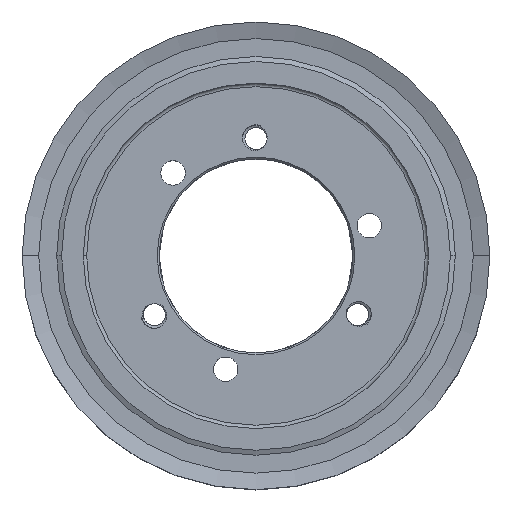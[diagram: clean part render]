
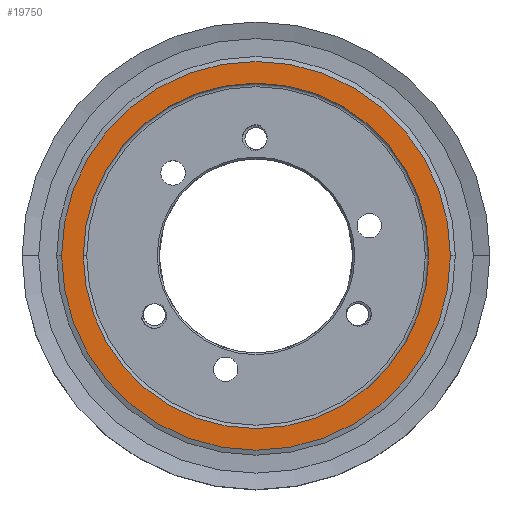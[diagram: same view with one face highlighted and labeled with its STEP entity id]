
A CAD part, top view. The second image highlights one B-rep face of the part: STEP entity #19750.
In plain terms, the highlighted planar face has unit normal (0, 0, 1).
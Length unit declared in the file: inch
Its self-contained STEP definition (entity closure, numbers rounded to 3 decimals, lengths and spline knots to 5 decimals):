
#723 = CARTESIAN_POINT ( 'NONE',  ( 0., 0., 1.172 ) ) ;
#1654 = VERTEX_POINT ( 'NONE', #18194 ) ;
#1655 = CIRCLE ( 'NONE', #17180, 2.4375 ) ;
#2145 = AXIS2_PLACEMENT_3D ( 'NONE', #5553, #19329, #3481 ) ;
#2361 = EDGE_CURVE ( 'NONE', #1654, #13814, #11090, .T. ) ;
#2581 = CIRCLE ( 'NONE', #9009, 2.7431 ) ;
#2987 = DIRECTION ( 'NONE',  ( 1., 0., 0. ) ) ;
#3149 = FACE_OUTER_BOUND ( 'NONE', #21001, .T. ) ;
#3481 = DIRECTION ( 'NONE',  ( -1., 0., 0. ) ) ;
#3526 = CARTESIAN_POINT ( 'NONE',  ( -2.7431, 0., 1.172 ) ) ;
#4943 = ORIENTED_EDGE ( 'NONE', *, *, #10712, .F. ) ;
#5553 = CARTESIAN_POINT ( 'NONE',  ( 0., -1.3505, 1.172 ) ) ;
#6303 = EDGE_LOOP ( 'NONE', ( #7201, #4943 ) ) ;
#6678 = CARTESIAN_POINT ( 'NONE',  ( 0., 0., 1.172 ) ) ;
#6721 = VERTEX_POINT ( 'NONE', #20129 ) ;
#7201 = ORIENTED_EDGE ( 'NONE', *, *, #25246, .F. ) ;
#7346 = CARTESIAN_POINT ( 'NONE',  ( 2.4375, 0., 1.172 ) ) ;
#9009 = AXIS2_PLACEMENT_3D ( 'NONE', #6678, #13970, #16485 ) ;
#10279 = DIRECTION ( 'NONE',  ( 0., 0., 1. ) ) ;
#10712 = EDGE_CURVE ( 'NONE', #6721, #13104, #1655, .T. ) ;
#11090 = CIRCLE ( 'NONE', #17984, 2.7431 ) ;
#11723 = DIRECTION ( 'NONE',  ( 1., 0., 0. ) ) ;
#13104 = VERTEX_POINT ( 'NONE', #7346 ) ;
#13394 = AXIS2_PLACEMENT_3D ( 'NONE', #723, #18362, #22265 ) ;
#13618 = DIRECTION ( 'NONE',  ( 0., 0., 1. ) ) ;
#13814 = VERTEX_POINT ( 'NONE', #3526 ) ;
#13970 = DIRECTION ( 'NONE',  ( 0., 0., 1. ) ) ;
#15712 = ORIENTED_EDGE ( 'NONE', *, *, #19487, .T. ) ;
#16234 = CARTESIAN_POINT ( 'NONE',  ( 0., 0., 1.172 ) ) ;
#16485 = DIRECTION ( 'NONE',  ( 1., 0., 0. ) ) ;
#16525 = ORIENTED_EDGE ( 'NONE', *, *, #2361, .T. ) ;
#17180 = AXIS2_PLACEMENT_3D ( 'NONE', #23471, #13618, #11723 ) ;
#17984 = AXIS2_PLACEMENT_3D ( 'NONE', #16234, #10279, #2987 ) ;
#18194 = CARTESIAN_POINT ( 'NONE',  ( 2.7431, 0., 1.172 ) ) ;
#18362 = DIRECTION ( 'NONE',  ( 0., 0., 1. ) ) ;
#19242 = PLANE ( 'NONE',  #2145 ) ;
#19329 = DIRECTION ( 'NONE',  ( 0., 0., -1. ) ) ;
#19487 = EDGE_CURVE ( 'NONE', #13814, #1654, #2581, .T. ) ;
#19750 = ADVANCED_FACE ( 'NONE', ( #20714, #3149 ), #19242, .F. ) ;
#20129 = CARTESIAN_POINT ( 'NONE',  ( -2.4375, 0., 1.172 ) ) ;
#20714 = FACE_BOUND ( 'NONE', #6303, .T. ) ;
#21001 = EDGE_LOOP ( 'NONE', ( #15712, #16525 ) ) ;
#21952 = CIRCLE ( 'NONE', #13394, 2.4375 ) ;
#22265 = DIRECTION ( 'NONE',  ( 1., 0., 0. ) ) ;
#23471 = CARTESIAN_POINT ( 'NONE',  ( 0., 0., 1.172 ) ) ;
#25246 = EDGE_CURVE ( 'NONE', #13104, #6721, #21952, .T. ) ;
